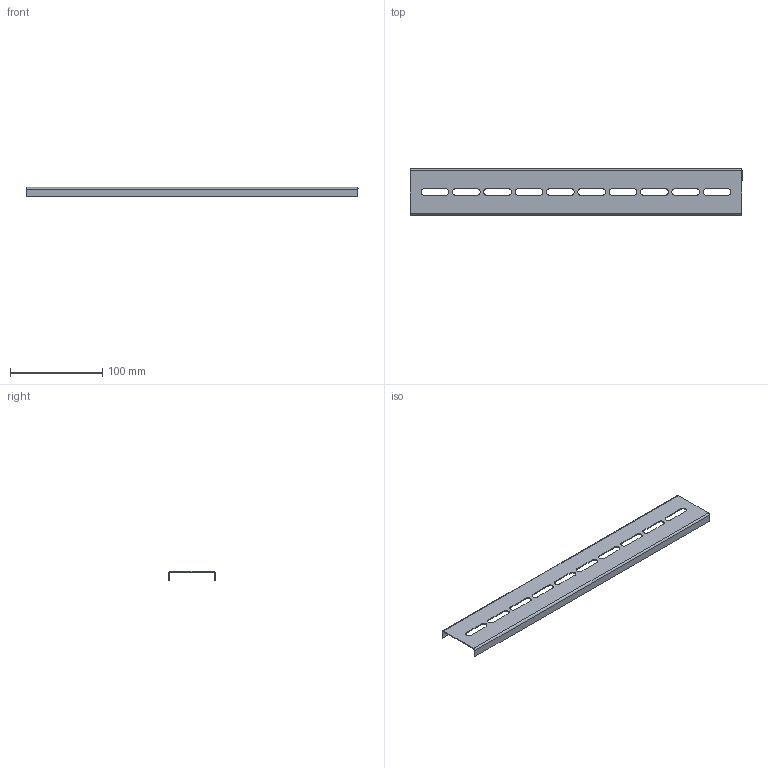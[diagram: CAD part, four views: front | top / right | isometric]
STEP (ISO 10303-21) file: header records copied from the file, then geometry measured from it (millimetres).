
FILE_DESCRIPTION (( 'STEP AP214' ), '1' );
FILE_NAME ('mb15-04-02 Ðåéêà ìîíòàæíàÿ 360õ50.STEP', '2021-02-03T12:18:31', ( '' ), ( '' ), 'SwSTEP 2.0', 'SolidWorks 2021', '' );
FILE_SCHEMA (( 'AUTOMOTIVE_DESIGN' ));
Length unit declared in the file: millimetre
Products named in the file (1): mb15-04-02 Ðåéêà ìîíòàæíàÿ 360õ50
Bounding box: 360 x 50 x 10 mm (x, y, z)
Volume: 22021.6 mm3; surface area: 45576.6 mm2
Topology: 1 solids, 1 shells, 72 faces, 194 edges, 124 vertices
Faces by surface type: plane 38, cylinder 34
Entity records: 2332 total; most frequent: DIRECTION 408, CARTESIAN_POINT 391, ORIENTED_EDGE 388, EDGE_CURVE 194, AXIS2_PLACEMENT_3D 141, VECTOR 126, LINE 126, VERTEX_POINT 124
